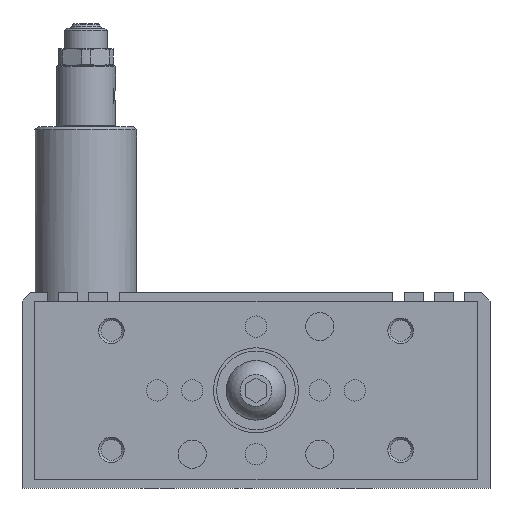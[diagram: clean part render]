
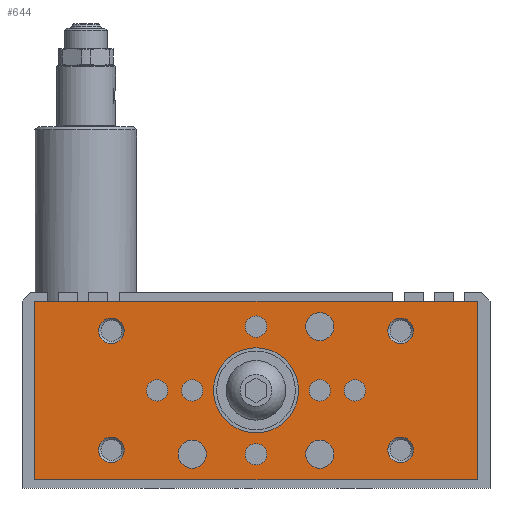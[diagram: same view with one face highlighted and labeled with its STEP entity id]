
A CAD part, left-side view. The second image highlights one B-rep face of the part: STEP entity #644.
In plain terms, the highlighted planar face has unit normal (-1, 0, 0).
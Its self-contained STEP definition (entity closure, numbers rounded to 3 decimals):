
#644 = ADVANCED_FACE( '', ( #1510, #1511, #1512, #1513, #1514, #1515, #1516, #1517, #1518, #1519, #1520, #1521, #1522, #1523, #1524 ), #1525, .F. );
#1510 = FACE_BOUND( '', #2622, .T. );
#1511 = FACE_BOUND( '', #2623, .T. );
#1512 = FACE_BOUND( '', #2624, .T. );
#1513 = FACE_BOUND( '', #2625, .T. );
#1514 = FACE_BOUND( '', #2626, .T. );
#1515 = FACE_BOUND( '', #2627, .T. );
#1516 = FACE_BOUND( '', #2628, .T. );
#1517 = FACE_BOUND( '', #2629, .T. );
#1518 = FACE_BOUND( '', #2630, .T. );
#1519 = FACE_BOUND( '', #2631, .T. );
#1520 = FACE_BOUND( '', #2632, .T. );
#1521 = FACE_BOUND( '', #2633, .T. );
#1522 = FACE_BOUND( '', #2634, .T. );
#1523 = FACE_BOUND( '', #2635, .T. );
#1524 = FACE_OUTER_BOUND( '', #2636, .T. );
#1525 = PLANE( '', #2637 );
#2622 = EDGE_LOOP( '', ( #4342 ) );
#2623 = EDGE_LOOP( '', ( #4343 ) );
#2624 = EDGE_LOOP( '', ( #4344 ) );
#2625 = EDGE_LOOP( '', ( #4345 ) );
#2626 = EDGE_LOOP( '', ( #4346 ) );
#2627 = EDGE_LOOP( '', ( #4347 ) );
#2628 = EDGE_LOOP( '', ( #4348 ) );
#2629 = EDGE_LOOP( '', ( #4349 ) );
#2630 = EDGE_LOOP( '', ( #4350 ) );
#2631 = EDGE_LOOP( '', ( #4351 ) );
#2632 = EDGE_LOOP( '', ( #4352 ) );
#2633 = EDGE_LOOP( '', ( #4353 ) );
#2634 = EDGE_LOOP( '', ( #4354 ) );
#2635 = EDGE_LOOP( '', ( #4355 ) );
#2636 = EDGE_LOOP( '', ( #4356, #4357, #4358, #4359 ) );
#2637 = AXIS2_PLACEMENT_3D( '', #4360, #4361, #4362 );
#4342 = ORIENTED_EDGE( '', *, *, #5665, .T. );
#4343 = ORIENTED_EDGE( '', *, *, #6030, .T. );
#4344 = ORIENTED_EDGE( '', *, *, #6031, .T. );
#4345 = ORIENTED_EDGE( '', *, *, #5855, .T. );
#4346 = ORIENTED_EDGE( '', *, *, #5812, .T. );
#4347 = ORIENTED_EDGE( '', *, *, #6032, .T. );
#4348 = ORIENTED_EDGE( '', *, *, #5510, .T. );
#4349 = ORIENTED_EDGE( '', *, *, #5668, .F. );
#4350 = ORIENTED_EDGE( '', *, *, #6033, .T. );
#4351 = ORIENTED_EDGE( '', *, *, #5726, .T. );
#4352 = ORIENTED_EDGE( '', *, *, #6034, .F. );
#4353 = ORIENTED_EDGE( '', *, *, #5937, .F. );
#4354 = ORIENTED_EDGE( '', *, *, #6035, .T. );
#4355 = ORIENTED_EDGE( '', *, *, #5911, .T. );
#4356 = ORIENTED_EDGE( '', *, *, #5968, .F. );
#4357 = ORIENTED_EDGE( '', *, *, #5530, .F. );
#4358 = ORIENTED_EDGE( '', *, *, #6036, .F. );
#4359 = ORIENTED_EDGE( '', *, *, #5795, .F. );
#4360 = CARTESIAN_POINT( '', ( -106., 52., 44. ) );
#4361 = DIRECTION( '', ( 1., 0., 0. ) );
#4362 = DIRECTION( '', ( 0., 0., 1. ) );
#5510 = EDGE_CURVE( '', #6401, #6401, #6402, .T. );
#5530 = EDGE_CURVE( '', #6435, #6437, #6438, .T. );
#5665 = EDGE_CURVE( '', #6667, #6667, #6668, .T. );
#5668 = EDGE_CURVE( '', #6672, #6672, #6673, .T. );
#5726 = EDGE_CURVE( '', #6770, #6770, #6771, .T. );
#5795 = EDGE_CURVE( '', #6879, #6881, #6882, .T. );
#5812 = EDGE_CURVE( '', #6907, #6907, #6908, .T. );
#5855 = EDGE_CURVE( '', #6978, #6978, #6979, .T. );
#5911 = EDGE_CURVE( '', #7061, #7061, #7062, .T. );
#5937 = EDGE_CURVE( '', #7100, #7100, #7101, .T. );
#5968 = EDGE_CURVE( '', #6437, #6879, #7143, .T. );
#6030 = EDGE_CURVE( '', #7232, #7232, #7233, .T. );
#6031 = EDGE_CURVE( '', #7234, #7234, #7235, .T. );
#6032 = EDGE_CURVE( '', #7236, #7236, #7237, .T. );
#6033 = EDGE_CURVE( '', #7238, #7238, #7239, .T. );
#6034 = EDGE_CURVE( '', #7240, #7240, #7241, .T. );
#6035 = EDGE_CURVE( '', #7242, #7242, #7243, .T. );
#6036 = EDGE_CURVE( '', #6881, #6435, #7244, .T. );
#6401 = VERTEX_POINT( '', #7691 );
#6402 = CIRCLE( '', #7692, 3.3 );
#6435 = VERTEX_POINT( '', #7734 );
#6437 = VERTEX_POINT( '', #7737 );
#6438 = LINE( '', #7738, #7739 );
#6667 = VERTEX_POINT( '', #8222 );
#6668 = CIRCLE( '', #8223, 2.51 );
#6672 = VERTEX_POINT( '', #8227 );
#6673 = CIRCLE( '', #8228, 2.51 );
#6770 = VERTEX_POINT( '', #8368 );
#6771 = CIRCLE( '', #8369, 3. );
#6879 = VERTEX_POINT( '', #8511 );
#6881 = VERTEX_POINT( '', #8514 );
#6882 = LINE( '', #8515, #8516 );
#6907 = VERTEX_POINT( '', #8547 );
#6908 = CIRCLE( '', #8548, 3.3 );
#6978 = VERTEX_POINT( '', #8649 );
#6979 = CIRCLE( '', #8650, 2.51 );
#7061 = VERTEX_POINT( '', #8771 );
#7062 = CIRCLE( '', #8772, 10. );
#7100 = VERTEX_POINT( '', #8822 );
#7101 = CIRCLE( '', #8823, 3. );
#7143 = LINE( '', #8881, #8882 );
#7232 = VERTEX_POINT( '', #9082 );
#7233 = CIRCLE( '', #9083, 2.51 );
#7234 = VERTEX_POINT( '', #9084 );
#7235 = CIRCLE( '', #9085, 2.51 );
#7236 = VERTEX_POINT( '', #9086 );
#7237 = CIRCLE( '', #9087, 3.3 );
#7238 = VERTEX_POINT( '', #9088 );
#7239 = CIRCLE( '', #9089, 2.51 );
#7240 = VERTEX_POINT( '', #9090 );
#7241 = CIRCLE( '', #9091, 3. );
#7242 = VERTEX_POINT( '', #9092 );
#7243 = CIRCLE( '', #9093, 3. );
#7244 = LINE( '', #9094, #9095 );
#7691 = CARTESIAN_POINT( '', ( -106., -15., 34.7 ) );
#7692 = AXIS2_PLACEMENT_3D( '', #9673, #9674, #9675 );
#7734 = CARTESIAN_POINT( '', ( -106., -52., 2. ) );
#7737 = CARTESIAN_POINT( '', ( -106., 52., 2. ) );
#7738 = CARTESIAN_POINT( '', ( -106., -52., 2. ) );
#7739 = VECTOR( '', #9698, 1000. );
#8222 = CARTESIAN_POINT( '', ( -106., 0., 10.51 ) );
#8223 = AXIS2_PLACEMENT_3D( '', #9873, #9874, #9875 );
#8227 = CARTESIAN_POINT( '', ( -106., 20.74, 23. ) );
#8228 = AXIS2_PLACEMENT_3D( '', #9879, #9880, #9881 );
#8368 = CARTESIAN_POINT( '', ( -106., 31., 9. ) );
#8369 = AXIS2_PLACEMENT_3D( '', #9956, #9957, #9958 );
#8511 = CARTESIAN_POINT( '', ( -106., 52., 44. ) );
#8514 = CARTESIAN_POINT( '', ( -106., -52., 44. ) );
#8515 = CARTESIAN_POINT( '', ( -106., 52., 44. ) );
#8516 = VECTOR( '', #10052, 1000. );
#8547 = CARTESIAN_POINT( '', ( -106., 15., 4.7 ) );
#8548 = AXIS2_PLACEMENT_3D( '', #10074, #10075, #10076 );
#8649 = CARTESIAN_POINT( '', ( -106., -12.49, 23. ) );
#8650 = AXIS2_PLACEMENT_3D( '', #10150, #10151, #10152 );
#8771 = CARTESIAN_POINT( '', ( -106., 10., 23. ) );
#8772 = AXIS2_PLACEMENT_3D( '', #10217, #10218, #10219 );
#8822 = CARTESIAN_POINT( '', ( -106., 31., 37. ) );
#8823 = AXIS2_PLACEMENT_3D( '', #10251, #10252, #10253 );
#8881 = CARTESIAN_POINT( '', ( -106., 52., 2. ) );
#8882 = VECTOR( '', #10286, 1000. );
#9082 = CARTESIAN_POINT( '', ( -106., 12.49, 23. ) );
#9083 = AXIS2_PLACEMENT_3D( '', #10351, #10352, #10353 );
#9084 = CARTESIAN_POINT( '', ( -106., 0., 35.49 ) );
#9085 = AXIS2_PLACEMENT_3D( '', #10354, #10355, #10356 );
#9086 = CARTESIAN_POINT( '', ( -106., -15., 4.7 ) );
#9087 = AXIS2_PLACEMENT_3D( '', #10357, #10358, #10359 );
#9088 = CARTESIAN_POINT( '', ( -106., -20.74, 23. ) );
#9089 = AXIS2_PLACEMENT_3D( '', #10360, #10361, #10362 );
#9090 = CARTESIAN_POINT( '', ( -106., -31., 9. ) );
#9091 = AXIS2_PLACEMENT_3D( '', #10363, #10364, #10365 );
#9092 = CARTESIAN_POINT( '', ( -106., -31., 37. ) );
#9093 = AXIS2_PLACEMENT_3D( '', #10366, #10367, #10368 );
#9094 = CARTESIAN_POINT( '', ( -106., -52., 44. ) );
#9095 = VECTOR( '', #10369, 1000. );
#9673 = CARTESIAN_POINT( '', ( -106., -15., 38. ) );
#9674 = DIRECTION( '', ( 1., 0., 0. ) );
#9675 = DIRECTION( '', ( 0., 0., -1. ) );
#9698 = DIRECTION( '', ( 0., 1., 0. ) );
#9873 = CARTESIAN_POINT( '', ( -106., 0., 8. ) );
#9874 = DIRECTION( '', ( 1., 0., 0. ) );
#9875 = DIRECTION( '', ( 0., 0., 1. ) );
#9879 = CARTESIAN_POINT( '', ( -106., 23.25, 23. ) );
#9880 = DIRECTION( '', ( -1., 0., 0. ) );
#9881 = DIRECTION( '', ( 0., -1., 0. ) );
#9956 = CARTESIAN_POINT( '', ( -106., 34., 9. ) );
#9957 = DIRECTION( '', ( 1., 0., 0. ) );
#9958 = DIRECTION( '', ( 0., -1., 0. ) );
#10052 = DIRECTION( '', ( 0., -1., 0. ) );
#10074 = CARTESIAN_POINT( '', ( -106., 15., 8. ) );
#10075 = DIRECTION( '', ( 1., 0., 0. ) );
#10076 = DIRECTION( '', ( 0., 0., -1. ) );
#10150 = CARTESIAN_POINT( '', ( -106., -15., 23. ) );
#10151 = DIRECTION( '', ( 1., 0., 0. ) );
#10152 = DIRECTION( '', ( 0., 1., 0. ) );
#10217 = CARTESIAN_POINT( '', ( -106., 0., 23. ) );
#10218 = DIRECTION( '', ( 1., 0., 0. ) );
#10219 = DIRECTION( '', ( 0., 1., 0. ) );
#10251 = CARTESIAN_POINT( '', ( -106., 34., 37. ) );
#10252 = DIRECTION( '', ( -1., 0., 0. ) );
#10253 = DIRECTION( '', ( 0., -1., 0. ) );
#10286 = DIRECTION( '', ( 0., 0., 1. ) );
#10351 = CARTESIAN_POINT( '', ( -106., 15., 23. ) );
#10352 = DIRECTION( '', ( 1., 0., 0. ) );
#10353 = DIRECTION( '', ( 0., -1., 0. ) );
#10354 = CARTESIAN_POINT( '', ( -106., 0., 38. ) );
#10355 = DIRECTION( '', ( 1., 0., 0. ) );
#10356 = DIRECTION( '', ( 0., 0., -1. ) );
#10357 = CARTESIAN_POINT( '', ( -106., -15., 8. ) );
#10358 = DIRECTION( '', ( 1., 0., 0. ) );
#10359 = DIRECTION( '', ( 0., 0., -1. ) );
#10360 = CARTESIAN_POINT( '', ( -106., -23.25, 23. ) );
#10361 = DIRECTION( '', ( 1., 0., 0. ) );
#10362 = DIRECTION( '', ( 0., 1., 0. ) );
#10363 = CARTESIAN_POINT( '', ( -106., -34., 9. ) );
#10364 = DIRECTION( '', ( -1., 0., 0. ) );
#10365 = DIRECTION( '', ( 0., 1., 0. ) );
#10366 = CARTESIAN_POINT( '', ( -106., -34., 37. ) );
#10367 = DIRECTION( '', ( 1., 0., 0. ) );
#10368 = DIRECTION( '', ( 0., 1., 0. ) );
#10369 = DIRECTION( '', ( 0., 0., -1. ) );
